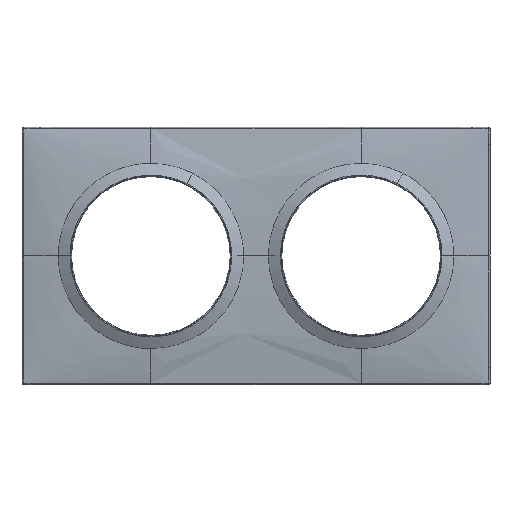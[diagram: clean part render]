
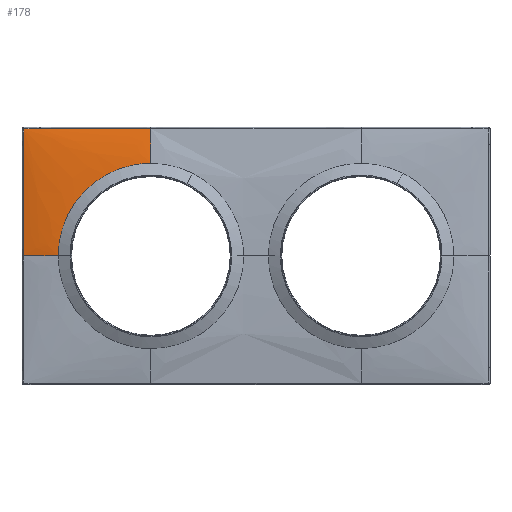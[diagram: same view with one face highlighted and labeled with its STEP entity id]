
A CAD part, top view. The second image highlights one B-rep face of the part: STEP entity #178.
In plain terms, the highlighted free-form (B-spline) face has degree [5, 8] with [6, 9] control points.
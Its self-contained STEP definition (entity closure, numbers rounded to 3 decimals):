
#32=CARTESIAN_POINT('Control Point',(-31.25,0.,8.)) ;
#33=CARTESIAN_POINT('Control Point',(-31.25,6.136,8.)) ;
#34=CARTESIAN_POINT('Control Point',(-29.873,12.271,8.)) ;
#35=CARTESIAN_POINT('Control Point',(-27.119,18.048,8.)) ;
#36=CARTESIAN_POINT('Control Point',(-23.102,23.102,8.)) ;
#37=CARTESIAN_POINT('Control Point',(-18.048,27.119,8.)) ;
#38=CARTESIAN_POINT('Control Point',(-12.271,29.873,8.)) ;
#39=CARTESIAN_POINT('Control Point',(-6.136,31.25,8.)) ;
#40=CARTESIAN_POINT('Control Point',(0.,31.25,8.)) ;
#41=CARTESIAN_POINT('Control Point',(-33.511,0.,7.752)) ;
#42=CARTESIAN_POINT('Control Point',(-33.511,6.501,7.752)) ;
#43=CARTESIAN_POINT('Control Point',(-33.511,14.226,7.752)) ;
#44=CARTESIAN_POINT('Control Point',(-32.06,23.675,7.752)) ;
#45=CARTESIAN_POINT('Control Point',(-29.23,29.23,7.752)) ;
#46=CARTESIAN_POINT('Control Point',(-23.675,32.06,7.752)) ;
#47=CARTESIAN_POINT('Control Point',(-14.226,33.511,7.752)) ;
#48=CARTESIAN_POINT('Control Point',(-6.501,33.511,7.752)) ;
#49=CARTESIAN_POINT('Control Point',(0.,33.511,7.752)) ;
#50=CARTESIAN_POINT('Control Point',(-35.853,0.,7.429)) ;
#51=CARTESIAN_POINT('Control Point',(-35.853,7.098,7.429)) ;
#52=CARTESIAN_POINT('Control Point',(-35.853,16.076,7.429)) ;
#53=CARTESIAN_POINT('Control Point',(-34.995,28.488,7.429)) ;
#54=CARTESIAN_POINT('Control Point',(-34.395,34.395,7.429)) ;
#55=CARTESIAN_POINT('Control Point',(-28.488,34.995,7.429)) ;
#56=CARTESIAN_POINT('Control Point',(-16.076,35.853,7.429)) ;
#57=CARTESIAN_POINT('Control Point',(-7.098,35.853,7.429)) ;
#58=CARTESIAN_POINT('Control Point',(0.,35.853,7.429)) ;
#59=CARTESIAN_POINT('Control Point',(-38.263,0.,7.03)) ;
#60=CARTESIAN_POINT('Control Point',(-38.263,8.024,7.03)) ;
#61=CARTESIAN_POINT('Control Point',(-38.263,18.764,7.03)) ;
#62=CARTESIAN_POINT('Control Point',(-37.644,33.482,7.03)) ;
#63=CARTESIAN_POINT('Control Point',(-38.11,38.11,7.03)) ;
#64=CARTESIAN_POINT('Control Point',(-33.482,37.644,7.03)) ;
#65=CARTESIAN_POINT('Control Point',(-18.764,38.263,7.03)) ;
#66=CARTESIAN_POINT('Control Point',(-8.024,38.263,7.03)) ;
#67=CARTESIAN_POINT('Control Point',(0.,38.263,7.03)) ;
#68=CARTESIAN_POINT('Control Point',(-40.765,0.,6.554)) ;
#69=CARTESIAN_POINT('Control Point',(-40.765,9.751,6.554)) ;
#70=CARTESIAN_POINT('Control Point',(-40.765,22.02,6.554)) ;
#71=CARTESIAN_POINT('Control Point',(-40.581,40.035,6.554)) ;
#72=CARTESIAN_POINT('Control Point',(-41.163,41.163,6.554)) ;
#73=CARTESIAN_POINT('Control Point',(-40.035,40.581,6.554)) ;
#74=CARTESIAN_POINT('Control Point',(-22.02,40.765,6.554)) ;
#75=CARTESIAN_POINT('Control Point',(-9.751,40.765,6.554)) ;
#76=CARTESIAN_POINT('Control Point',(0.,40.765,6.554)) ;
#77=CARTESIAN_POINT('Control Point',(-43.439,0.,6.)) ;
#78=CARTESIAN_POINT('Control Point',(-43.439,34.561,6.)) ;
#79=CARTESIAN_POINT('Control Point',(-43.439,42.91,6.)) ;
#80=CARTESIAN_POINT('Control Point',(-43.439,43.176,6.)) ;
#81=CARTESIAN_POINT('Control Point',(-44.157,44.157,6.)) ;
#82=CARTESIAN_POINT('Control Point',(-43.176,43.439,6.)) ;
#83=CARTESIAN_POINT('Control Point',(-42.91,43.439,6.)) ;
#84=CARTESIAN_POINT('Control Point',(-34.561,43.439,6.)) ;
#85=CARTESIAN_POINT('Control Point',(0.,43.439,6.)) ;
#87=CARTESIAN_POINT('Control Point',(0.,42.974,6.096)) ;
#88=CARTESIAN_POINT('Control Point',(-3.477,42.974,6.096)) ;
#89=CARTESIAN_POINT('Control Point',(-6.939,42.974,6.096)) ;
#90=CARTESIAN_POINT('Control Point',(-10.367,42.974,6.096)) ;
#91=CARTESIAN_POINT('Control Point',(-15.49,42.974,6.096)) ;
#92=CARTESIAN_POINT('Control Point',(-20.488,42.974,6.096)) ;
#93=CARTESIAN_POINT('Control Point',(-22.142,42.974,6.096)) ;
#94=CARTESIAN_POINT('Control Point',(-26.587,42.974,6.097)) ;
#95=CARTESIAN_POINT('Control Point',(-30.791,42.974,6.099)) ;
#96=CARTESIAN_POINT('Control Point',(-33.313,42.974,6.101)) ;
#97=CARTESIAN_POINT('Control Point',(-35.57,42.974,6.102)) ;
#98=CARTESIAN_POINT('Control Point',(-37.519,42.974,6.096)) ;
#99=CARTESIAN_POINT('Vertex',(0.,42.974,6.096)) ;
#101=CARTESIAN_POINT('Vertex',(-37.519,42.974,6.096)) ;
#105=CARTESIAN_POINT('Control Point',(0.,31.25,8.)) ;
#106=CARTESIAN_POINT('Control Point',(0.,34.088,7.689)) ;
#107=CARTESIAN_POINT('Control Point',(0.,36.991,7.259)) ;
#108=CARTESIAN_POINT('Control Point',(0.,39.936,6.718)) ;
#109=CARTESIAN_POINT('Control Point',(0.,42.974,6.096)) ;
#110=CARTESIAN_POINT('Vertex',(0.,31.25,8.)) ;
#114=CARTESIAN_POINT('Control Point',(-31.25,0.,8.)) ;
#115=CARTESIAN_POINT('Control Point',(-31.25,6.136,8.)) ;
#116=CARTESIAN_POINT('Control Point',(-29.873,12.271,8.)) ;
#117=CARTESIAN_POINT('Control Point',(-27.119,18.048,8.)) ;
#118=CARTESIAN_POINT('Control Point',(-23.102,23.102,8.)) ;
#119=CARTESIAN_POINT('Control Point',(-18.048,27.119,8.)) ;
#120=CARTESIAN_POINT('Control Point',(-12.271,29.873,8.)) ;
#121=CARTESIAN_POINT('Control Point',(-6.136,31.25,8.)) ;
#122=CARTESIAN_POINT('Control Point',(0.,31.25,8.)) ;
#123=CARTESIAN_POINT('Vertex',(-31.25,0.,8.)) ;
#127=CARTESIAN_POINT('Control Point',(-31.25,0.,8.)) ;
#128=CARTESIAN_POINT('Control Point',(-33.977,0.,7.701)) ;
#129=CARTESIAN_POINT('Control Point',(-36.832,0.,7.285)) ;
#130=CARTESIAN_POINT('Control Point',(-39.777,0.,6.751)) ;
#131=CARTESIAN_POINT('Control Point',(-42.974,0.,6.096)) ;
#132=CARTESIAN_POINT('Vertex',(-42.974,0.,6.096)) ;
#136=CARTESIAN_POINT('Control Point',(-42.974,0.,6.096)) ;
#137=CARTESIAN_POINT('Control Point',(-42.974,3.477,6.096)) ;
#138=CARTESIAN_POINT('Control Point',(-42.974,6.939,6.096)) ;
#139=CARTESIAN_POINT('Control Point',(-42.974,10.367,6.096)) ;
#140=CARTESIAN_POINT('Control Point',(-42.974,15.49,6.096)) ;
#141=CARTESIAN_POINT('Control Point',(-42.974,20.488,6.096)) ;
#142=CARTESIAN_POINT('Control Point',(-42.974,22.142,6.096)) ;
#143=CARTESIAN_POINT('Control Point',(-42.974,26.587,6.097)) ;
#144=CARTESIAN_POINT('Control Point',(-42.974,30.791,6.099)) ;
#145=CARTESIAN_POINT('Control Point',(-42.974,33.313,6.101)) ;
#146=CARTESIAN_POINT('Control Point',(-42.974,35.57,6.102)) ;
#147=CARTESIAN_POINT('Control Point',(-42.974,37.519,6.096)) ;
#148=CARTESIAN_POINT('Vertex',(-42.974,37.519,6.096)) ;
#152=CARTESIAN_POINT('Control Point',(-42.919,42.919,6.015)) ;
#153=CARTESIAN_POINT('Control Point',(-42.929,42.322,6.045)) ;
#154=CARTESIAN_POINT('Control Point',(-42.941,41.48,6.07)) ;
#155=CARTESIAN_POINT('Control Point',(-42.955,40.352,6.086)) ;
#156=CARTESIAN_POINT('Control Point',(-42.966,39.034,6.093)) ;
#157=CARTESIAN_POINT('Control Point',(-42.974,37.519,6.096)) ;
#158=CARTESIAN_POINT('Vertex',(-42.919,42.919,6.015)) ;
#162=CARTESIAN_POINT('Control Point',(-37.519,42.974,6.096)) ;
#163=CARTESIAN_POINT('Control Point',(-39.034,42.966,6.093)) ;
#164=CARTESIAN_POINT('Control Point',(-40.352,42.955,6.086)) ;
#165=CARTESIAN_POINT('Control Point',(-41.482,42.941,6.07)) ;
#166=CARTESIAN_POINT('Control Point',(-42.322,42.929,6.045)) ;
#167=CARTESIAN_POINT('Control Point',(-42.919,42.919,6.015)) ;
#170=ORIENTED_EDGE('',*,*,#103,.F.) ;
#171=ORIENTED_EDGE('',*,*,#112,.F.) ;
#172=ORIENTED_EDGE('',*,*,#125,.F.) ;
#173=ORIENTED_EDGE('',*,*,#134,.T.) ;
#174=ORIENTED_EDGE('',*,*,#150,.T.) ;
#175=ORIENTED_EDGE('',*,*,#160,.F.) ;
#176=ORIENTED_EDGE('',*,*,#168,.F.) ;
#178=ADVANCED_FACE('Surface.34',(#177),#31,.T.) ;
#86=B_SPLINE_CURVE_WITH_KNOTS('',5,(#87,#88,#89,#90,#91,#92,#93,#94,#95,#96,#97,#98),.UNSPECIFIED.,.F.,.U.,(6,3,3,6),(0.,17.863,26.834,42.32),.UNSPECIFIED.) ;
#104=B_SPLINE_CURVE_WITH_KNOTS('',4,(#105,#106,#107,#108,#109),.UNSPECIFIED.,.F.,.U.,(5,5),(0.,16.498),.UNSPECIFIED.) ;
#113=B_SPLINE_CURVE_WITH_KNOTS('',8,(#114,#115,#116,#117,#118,#119,#120,#121,#122),.UNSPECIFIED.,.F.,.U.,(9,9),(0.,57.508),.UNSPECIFIED.) ;
#126=B_SPLINE_CURVE_WITH_KNOTS('',4,(#127,#128,#129,#130,#131),.UNSPECIFIED.,.F.,.U.,(5,5),(0.,11.445),.UNSPECIFIED.) ;
#135=B_SPLINE_CURVE_WITH_KNOTS('',5,(#136,#137,#138,#139,#140,#141,#142,#143,#144,#145,#146,#147),.UNSPECIFIED.,.F.,.U.,(6,3,3,6),(0.,17.863,26.834,42.32),.UNSPECIFIED.) ;
#151=B_SPLINE_CURVE_WITH_KNOTS('',5,(#152,#153,#154,#155,#156,#157),.UNSPECIFIED.,.F.,.U.,(6,6),(42.672,54.848),.UNSPECIFIED.) ;
#161=B_SPLINE_CURVE_WITH_KNOTS('',5,(#162,#163,#164,#165,#166,#167),.UNSPECIFIED.,.F.,.U.,(6,6),(105.813,117.991),.UNSPECIFIED.) ;
#31=B_SPLINE_SURFACE_WITH_KNOTS('',5,8,((#32,#33,#34,#35,#36,#37,#38,#39,#40),(#41,#42,#43,#44,#45,#46,#47,#48,#49),(#50,#51,#52,#53,#54,#55,#56,#57,#58),(#59,#60,#61,#62,#63,#64,#65,#66,#67),(#68,#69,#70,#71,#72,#73,#74,#75,#76),(#77,#78,#79,#80,#81,#82,#83,#84,#85)),.UNSPECIFIED.,.F.,.F.,.U.,(6,6),(9,9),(0.,11.859),(0.,57.508),.UNSPECIFIED.) ;
#103=EDGE_CURVE('',#100,#102,#86,.T.) ;
#112=EDGE_CURVE('',#111,#100,#104,.T.) ;
#125=EDGE_CURVE('',#124,#111,#113,.T.) ;
#134=EDGE_CURVE('',#124,#133,#126,.T.) ;
#150=EDGE_CURVE('',#133,#149,#135,.T.) ;
#160=EDGE_CURVE('',#159,#149,#151,.T.) ;
#168=EDGE_CURVE('',#102,#159,#161,.T.) ;
#169=EDGE_LOOP('',(#170,#171,#172,#173,#174,#175,#176)) ;
#177=FACE_OUTER_BOUND('',#169,.T.) ;
#100=VERTEX_POINT('',#99) ;
#102=VERTEX_POINT('',#101) ;
#111=VERTEX_POINT('',#110) ;
#124=VERTEX_POINT('',#123) ;
#133=VERTEX_POINT('',#132) ;
#149=VERTEX_POINT('',#148) ;
#159=VERTEX_POINT('',#158) ;
